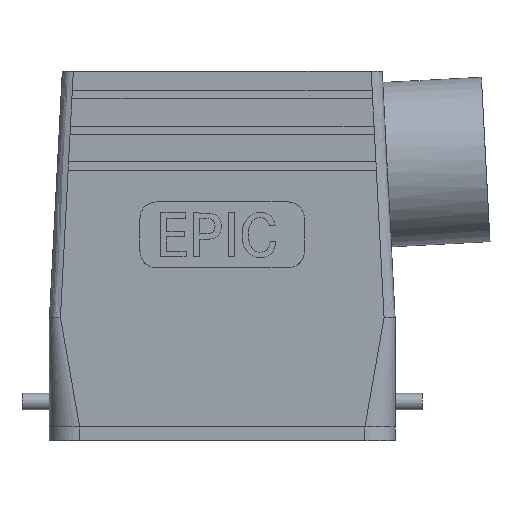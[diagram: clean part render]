
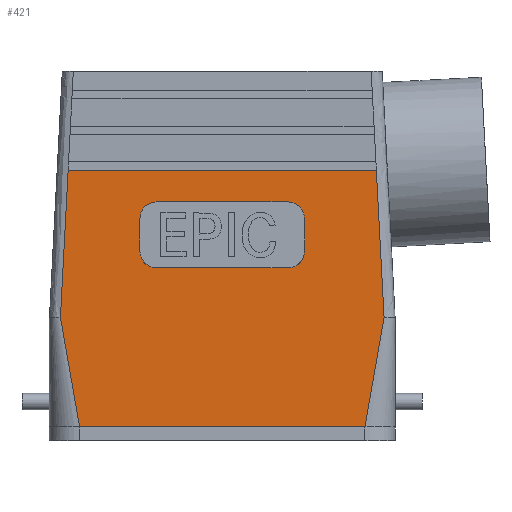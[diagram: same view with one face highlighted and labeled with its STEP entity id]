
A CAD part, left-side view. The second image highlights one B-rep face of the part: STEP entity #421.
In plain terms, the highlighted planar face has unit normal (-1, 0, -0.022).
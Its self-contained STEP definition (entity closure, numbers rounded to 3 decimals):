
#421 = ADVANCED_FACE( '', ( #903, #904 ), #905, .F. );
#903 = FACE_BOUND( '', #1648, .T. );
#904 = FACE_OUTER_BOUND( '', #1649, .T. );
#905 = PLANE( '', #1650 );
#1648 = EDGE_LOOP( '', ( #2877, #2878, #2879, #2880, #2881, #2882, #2883, #2884 ) );
#1649 = EDGE_LOOP( '', ( #2885, #2886, #2887, #2888, #2889, #2890 ) );
#1650 = AXIS2_PLACEMENT_3D( '', #2891, #2892, #2893 );
#2877 = ORIENTED_EDGE( '', *, *, #3848, .T. );
#2878 = ORIENTED_EDGE( '', *, *, #3385, .F. );
#2879 = ORIENTED_EDGE( '', *, *, #3744, .F. );
#2880 = ORIENTED_EDGE( '', *, *, #3600, .F. );
#2881 = ORIENTED_EDGE( '', *, *, #3659, .F. );
#2882 = ORIENTED_EDGE( '', *, *, #3740, .F. );
#2883 = ORIENTED_EDGE( '', *, *, #3765, .T. );
#2884 = ORIENTED_EDGE( '', *, *, #3769, .T. );
#2885 = ORIENTED_EDGE( '', *, *, #3478, .T. );
#2886 = ORIENTED_EDGE( '', *, *, #3849, .F. );
#2887 = ORIENTED_EDGE( '', *, *, #3850, .F. );
#2888 = ORIENTED_EDGE( '', *, *, #3785, .F. );
#2889 = ORIENTED_EDGE( '', *, *, #3851, .F. );
#2890 = ORIENTED_EDGE( '', *, *, #3531, .T. );
#2891 = CARTESIAN_POINT( '', ( -14.75, 31.5, 0. ) );
#2892 = DIRECTION( '', ( 1., 0., 0.022 ) );
#2893 = DIRECTION( '', ( 0.022, 0., -1. ) );
#3385 = EDGE_CURVE( '', #3948, #3949, #3950, .T. );
#3478 = EDGE_CURVE( '', #4108, #4106, #4109, .F. );
#3531 = EDGE_CURVE( '', #4196, #4108, #4197, .T. );
#3600 = EDGE_CURVE( '', #4311, #4312, #4313, .T. );
#3659 = EDGE_CURVE( '', #4401, #4311, #4402, .F. );
#3740 = EDGE_CURVE( '', #4516, #4401, #4517, .T. );
#3744 = EDGE_CURVE( '', #4312, #3948, #4522, .F. );
#3765 = EDGE_CURVE( '', #4516, #4547, #4548, .F. );
#3769 = EDGE_CURVE( '', #4547, #4553, #4554, .T. );
#3785 = EDGE_CURVE( '', #4441, #4573, #4574, .T. );
#3848 = EDGE_CURVE( '', #4553, #3949, #4653, .F. );
#3849 = EDGE_CURVE( '', #4365, #4106, #4654, .T. );
#3850 = EDGE_CURVE( '', #4573, #4365, #4655, .F. );
#3851 = EDGE_CURVE( '', #4196, #4441, #4656, .T. );
#3948 = VERTEX_POINT( '', #4766 );
#3949 = VERTEX_POINT( '', #4767 );
#3950 = LINE( '', #4768, #4769 );
#4106 = VERTEX_POINT( '', #5134 );
#4108 = VERTEX_POINT( '', #5145 );
#4109 = B_SPLINE_CURVE_WITH_KNOTS( '', 3, ( #5146, #5147, #5148, #5149 ), .UNSPECIFIED., .F., .F., ( 4, 4 ), ( 0.562, 0.84 ), .UNSPECIFIED. );
#4196 = VERTEX_POINT( '', #5305 );
#4197 = B_SPLINE_CURVE_WITH_KNOTS( '', 3, ( #5306, #5307, #5308, #5309 ), .UNSPECIFIED., .F., .F., ( 4, 4 ), ( 0.48, 0.599 ), .UNSPECIFIED. );
#4311 = VERTEX_POINT( '', #5501 );
#4312 = VERTEX_POINT( '', #5502 );
#4313 = LINE( '', #5503, #5504 );
#4365 = VERTEX_POINT( '', #5631 );
#4401 = VERTEX_POINT( '', #5738 );
#4402 = ELLIPSE( '', #5739, 3.001, 3. );
#4441 = VERTEX_POINT( '', #5798 );
#4516 = VERTEX_POINT( '', #5949 );
#4517 = LINE( '', #5950, #5951 );
#4522 = ELLIPSE( '', #5958, 3.001, 3. );
#4547 = VERTEX_POINT( '', #5990 );
#4548 = ELLIPSE( '', #5991, 3.001, 3. );
#4553 = VERTEX_POINT( '', #5997 );
#4554 = LINE( '', #5998, #5999 );
#4573 = VERTEX_POINT( '', #6036 );
#4574 = B_SPLINE_CURVE_WITH_KNOTS( '', 3, ( #6037, #6038, #6039, #6040 ), .UNSPECIFIED., .F., .F., ( 4, 4 ), ( 0.48, 0.599 ), .UNSPECIFIED. );
#4653 = ELLIPSE( '', #6237, 3.001, 3. );
#4654 = B_SPLINE_CURVE_WITH_KNOTS( '', 1, ( #6238, #6239 ), .UNSPECIFIED., .F., .F., ( 2, 2 ), ( 0., 1. ), .UNSPECIFIED. );
#4655 = B_SPLINE_CURVE_WITH_KNOTS( '', 3, ( #6240, #6241, #6242, #6243 ), .UNSPECIFIED., .F., .F., ( 4, 4 ), ( 0.562, 0.84 ), .UNSPECIFIED. );
#4656 = LINE( '', #6244, #6245 );
#4766 = CARTESIAN_POINT( '', ( -15.399, 12., 29. ) );
#4767 = CARTESIAN_POINT( '', ( -15.399, -12., 29. ) );
#4768 = CARTESIAN_POINT( '', ( -15.399, 31.5, 29. ) );
#4769 = VECTOR( '', #6415, 1000. );
#5134 = CARTESIAN_POINT( '', ( -14.755, 26.011, 0. ) );
#5145 = CARTESIAN_POINT( '', ( -15.197, 29.496, 19.978 ) );
#5146 = CARTESIAN_POINT( '', ( -14.75, 26.021, 0. ) );
#5147 = CARTESIAN_POINT( '', ( -14.899, 27.18, 6.659 ) );
#5148 = CARTESIAN_POINT( '', ( -15.048, 28.338, 13.318 ) );
#5149 = CARTESIAN_POINT( '', ( -15.197, 29.496, 19.978 ) );
#5305 = CARTESIAN_POINT( '', ( -15.797, 28.09, 46.8 ) );
#5306 = CARTESIAN_POINT( '', ( -15.797, 28.09, 46.8 ) );
#5307 = CARTESIAN_POINT( '', ( -15.597, 28.559, 37.859 ) );
#5308 = CARTESIAN_POINT( '', ( -15.397, 29.028, 28.918 ) );
#5309 = CARTESIAN_POINT( '', ( -15.197, 29.496, 19.978 ) );
#5501 = CARTESIAN_POINT( '', ( -15.6, 15., 38. ) );
#5502 = CARTESIAN_POINT( '', ( -15.466, 15., 32. ) );
#5503 = CARTESIAN_POINT( '', ( -14.75, 15., 0. ) );
#5504 = VECTOR( '', #6576, 1000. );
#5631 = CARTESIAN_POINT( '', ( -14.755, -26.011, 0. ) );
#5738 = CARTESIAN_POINT( '', ( -15.667, 12., 41. ) );
#5739 = AXIS2_PLACEMENT_3D( '', #6610, #6611, #6612 );
#5798 = CARTESIAN_POINT( '', ( -15.797, -28.09, 46.8 ) );
#5949 = CARTESIAN_POINT( '', ( -15.667, -12., 41. ) );
#5950 = CARTESIAN_POINT( '', ( -15.667, 31.5, 41. ) );
#5951 = VECTOR( '', #6673, 1000. );
#5958 = AXIS2_PLACEMENT_3D( '', #6676, #6677, #6678 );
#5990 = CARTESIAN_POINT( '', ( -15.6, -15., 38. ) );
#5991 = AXIS2_PLACEMENT_3D( '', #6710, #6711, #6712 );
#5997 = CARTESIAN_POINT( '', ( -15.466, -15., 32. ) );
#5998 = CARTESIAN_POINT( '', ( -14.75, -15., 0. ) );
#5999 = VECTOR( '', #6717, 1000. );
#6036 = CARTESIAN_POINT( '', ( -15.197, -29.496, 19.978 ) );
#6037 = CARTESIAN_POINT( '', ( -15.797, -28.09, 46.8 ) );
#6038 = CARTESIAN_POINT( '', ( -15.597, -28.559, 37.859 ) );
#6039 = CARTESIAN_POINT( '', ( -15.397, -29.028, 28.918 ) );
#6040 = CARTESIAN_POINT( '', ( -15.197, -29.496, 19.978 ) );
#6237 = AXIS2_PLACEMENT_3D( '', #6761, #6762, #6763 );
#6238 = CARTESIAN_POINT( '', ( -14.76, -26., 0. ) );
#6239 = CARTESIAN_POINT( '', ( -14.76, 26., 0. ) );
#6240 = CARTESIAN_POINT( '', ( -14.75, -26.021, 0. ) );
#6241 = CARTESIAN_POINT( '', ( -14.899, -27.18, 6.659 ) );
#6242 = CARTESIAN_POINT( '', ( -15.048, -28.338, 13.318 ) );
#6243 = CARTESIAN_POINT( '', ( -15.197, -29.496, 19.978 ) );
#6244 = CARTESIAN_POINT( '', ( -15.797, 31.5, 46.8 ) );
#6245 = VECTOR( '', #6764, 1000. );
#6415 = DIRECTION( '', ( 0., -1., 0. ) );
#6576 = DIRECTION( '', ( 0.022, 0., -1. ) );
#6610 = CARTESIAN_POINT( '', ( -15.6, 12., 38. ) );
#6611 = DIRECTION( '', ( 1., 0., 0.022 ) );
#6612 = DIRECTION( '', ( 0.022, 0., -1. ) );
#6673 = DIRECTION( '', ( 0., 1., 0. ) );
#6676 = CARTESIAN_POINT( '', ( -15.466, 12., 32. ) );
#6677 = DIRECTION( '', ( 1., 0., 0.022 ) );
#6678 = DIRECTION( '', ( 0.022, 0., -1. ) );
#6710 = CARTESIAN_POINT( '', ( -15.6, -12., 38. ) );
#6711 = DIRECTION( '', ( -1., 0., -0.022 ) );
#6712 = DIRECTION( '', ( 0.022, 0., -1. ) );
#6717 = DIRECTION( '', ( 0.022, 0., -1. ) );
#6761 = CARTESIAN_POINT( '', ( -15.466, -12., 32. ) );
#6762 = DIRECTION( '', ( -1., 0., -0.022 ) );
#6763 = DIRECTION( '', ( 0.022, 0., -1. ) );
#6764 = DIRECTION( '', ( 0., -1., 0. ) );
